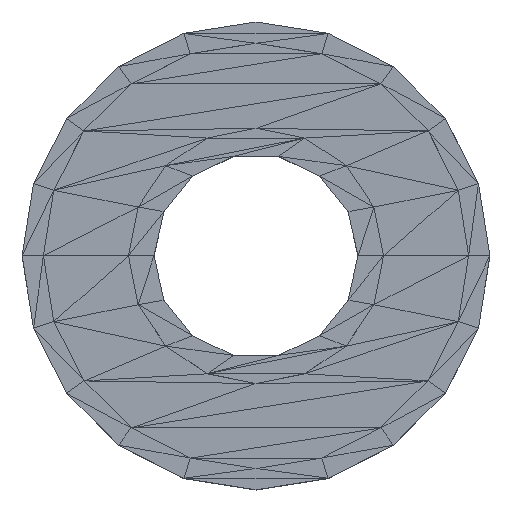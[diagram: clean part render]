
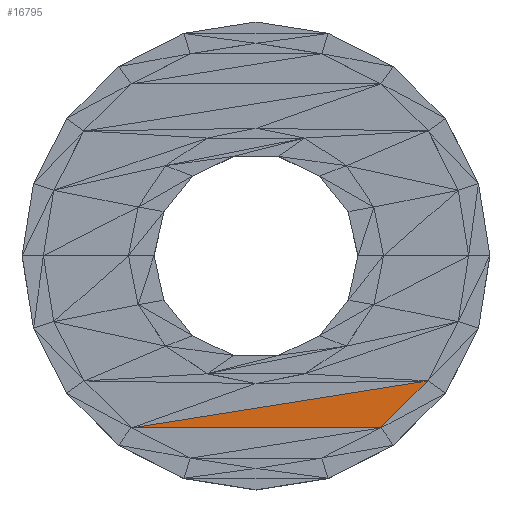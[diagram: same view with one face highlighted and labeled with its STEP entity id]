
A CAD part, top view. The second image highlights one B-rep face of the part: STEP entity #16795.
In plain terms, the highlighted planar face has unit normal (0, 0, 1).
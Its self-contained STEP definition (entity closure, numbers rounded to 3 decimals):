
#15413 = VERTEX_POINT('',#15414);
#15414 = CARTESIAN_POINT('',(-0.513,-0.706,
    0.14));
#15565 = PLANE('',#15566);
#15566 = AXIS2_PLACEMENT_3D('',#15567,#15568,#15569);
#15567 = CARTESIAN_POINT('',(-0.005,-0.738,
    0.14));
#15568 = DIRECTION('',(0.,0.,1.));
#15569 = DIRECTION('',(0.,1.,0.));
#15744 = VERTEX_POINT('',#15745);
#15745 = CARTESIAN_POINT('',(0.513,-0.706,
    0.14));
#15781 = PLANE('',#15782);
#15782 = AXIS2_PLACEMENT_3D('',#15783,#15784,#15785);
#15783 = CARTESIAN_POINT('',(0.628,-0.591,
    0.183));
#15784 = DIRECTION('',(-0.707,0.707,0.
    ));
#15785 = DIRECTION('',(0.707,0.707,0.));
#15828 = VERTEX_POINT('',#15829);
#15829 = CARTESIAN_POINT('',(0.706,-0.513,
    0.14));
#15877 = EDGE_CURVE('',#15828,#15744,#15878,.T.);
#15878 = SURFACE_CURVE('',#15879,(#15883,#15890),.PCURVE_S1.);
#15879 = LINE('',#15880,#15881);
#15880 = CARTESIAN_POINT('',(0.706,-0.513,
    0.14));
#15881 = VECTOR('',#15882,1.);
#15882 = DIRECTION('',(-0.707,-0.707,0.));
#15883 = PCURVE('',#15781,#15884);
#15884 = DEFINITIONAL_REPRESENTATION('',(#15885),#15889);
#15885 = LINE('',#15886,#15887);
#15886 = CARTESIAN_POINT('',(0.11,0.043));
#15887 = VECTOR('',#15888,1.);
#15888 = DIRECTION('',(-1.,0.));
#15889 = ( GEOMETRIC_REPRESENTATION_CONTEXT(2) 
PARAMETRIC_REPRESENTATION_CONTEXT() REPRESENTATION_CONTEXT('2D SPACE',''
  ) );
#15890 = PCURVE('',#15891,#15896);
#15891 = PLANE('',#15892);
#15892 = AXIS2_PLACEMENT_3D('',#15893,#15894,#15895);
#15893 = CARTESIAN_POINT('',(0.113,-0.649,
    0.14));
#15894 = DIRECTION('',(0.,0.,1.));
#15895 = DIRECTION('',(1.,0.,0.));
#15896 = DEFINITIONAL_REPRESENTATION('',(#15897),#15901);
#15897 = LINE('',#15898,#15899);
#15898 = CARTESIAN_POINT('',(0.593,0.136));
#15899 = VECTOR('',#15900,1.);
#15900 = DIRECTION('',(-0.707,-0.707));
#15901 = ( GEOMETRIC_REPRESENTATION_CONTEXT(2) 
PARAMETRIC_REPRESENTATION_CONTEXT() REPRESENTATION_CONTEXT('2D SPACE',''
  ) );
#16175 = PLANE('',#16176);
#16176 = AXIS2_PLACEMENT_3D('',#16177,#16178,#16179);
#16177 = CARTESIAN_POINT('',(0.092,-0.585,
    0.14));
#16178 = DIRECTION('',(0.,0.,1.));
#16179 = DIRECTION('',(1.,0.,0.));
#16190 = EDGE_CURVE('',#15413,#15828,#16191,.T.);
#16191 = SURFACE_CURVE('',#16192,(#16196,#16203),.PCURVE_S1.);
#16192 = LINE('',#16193,#16194);
#16193 = CARTESIAN_POINT('',(-0.513,-0.706,
    0.14));
#16194 = VECTOR('',#16195,1.);
#16195 = DIRECTION('',(0.988,0.156,0.));
#16196 = PCURVE('',#16175,#16197);
#16197 = DEFINITIONAL_REPRESENTATION('',(#16198),#16202);
#16198 = LINE('',#16199,#16200);
#16199 = CARTESIAN_POINT('',(-0.605,-0.121));
#16200 = VECTOR('',#16201,1.);
#16201 = DIRECTION('',(0.988,0.156));
#16202 = ( GEOMETRIC_REPRESENTATION_CONTEXT(2) 
PARAMETRIC_REPRESENTATION_CONTEXT() REPRESENTATION_CONTEXT('2D SPACE',''
  ) );
#16203 = PCURVE('',#15891,#16204);
#16204 = DEFINITIONAL_REPRESENTATION('',(#16205),#16209);
#16205 = LINE('',#16206,#16207);
#16206 = CARTESIAN_POINT('',(-0.626,-0.057));
#16207 = VECTOR('',#16208,1.);
#16208 = DIRECTION('',(0.988,0.156));
#16209 = ( GEOMETRIC_REPRESENTATION_CONTEXT(2) 
PARAMETRIC_REPRESENTATION_CONTEXT() REPRESENTATION_CONTEXT('2D SPACE',''
  ) );
#16795 = ADVANCED_FACE('',(#16796),#15891,.T.);
#16796 = FACE_BOUND('',#16797,.T.);
#16797 = EDGE_LOOP('',(#16798,#16819,#16820));
#16798 = ORIENTED_EDGE('',*,*,#16799,.T.);
#16799 = EDGE_CURVE('',#15413,#15744,#16800,.T.);
#16800 = SURFACE_CURVE('',#16801,(#16805,#16812),.PCURVE_S1.);
#16801 = LINE('',#16802,#16803);
#16802 = CARTESIAN_POINT('',(-0.513,-0.706,
    0.14));
#16803 = VECTOR('',#16804,1.);
#16804 = DIRECTION('',(1.,0.,0.));
#16805 = PCURVE('',#15891,#16806);
#16806 = DEFINITIONAL_REPRESENTATION('',(#16807),#16811);
#16807 = LINE('',#16808,#16809);
#16808 = CARTESIAN_POINT('',(-0.626,-0.057));
#16809 = VECTOR('',#16810,1.);
#16810 = DIRECTION('',(1.,0.));
#16811 = ( GEOMETRIC_REPRESENTATION_CONTEXT(2) 
PARAMETRIC_REPRESENTATION_CONTEXT() REPRESENTATION_CONTEXT('2D SPACE',''
  ) );
#16812 = PCURVE('',#15565,#16813);
#16813 = DEFINITIONAL_REPRESENTATION('',(#16814),#16818);
#16814 = LINE('',#16815,#16816);
#16815 = CARTESIAN_POINT('',(0.032,0.508));
#16816 = VECTOR('',#16817,1.);
#16817 = DIRECTION('',(0.,-1.));
#16818 = ( GEOMETRIC_REPRESENTATION_CONTEXT(2) 
PARAMETRIC_REPRESENTATION_CONTEXT() REPRESENTATION_CONTEXT('2D SPACE',''
  ) );
#16819 = ORIENTED_EDGE('',*,*,#15877,.F.);
#16820 = ORIENTED_EDGE('',*,*,#16190,.F.);
